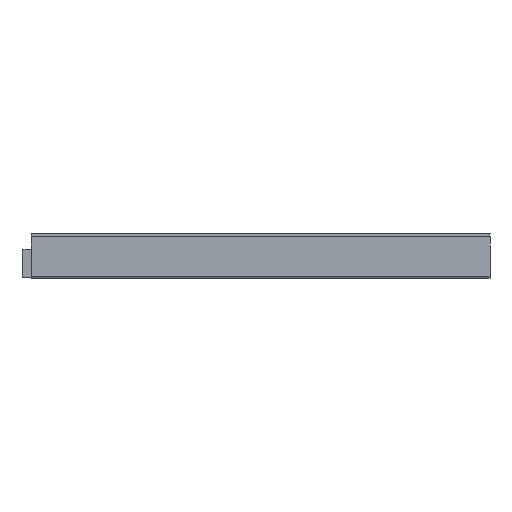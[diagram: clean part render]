
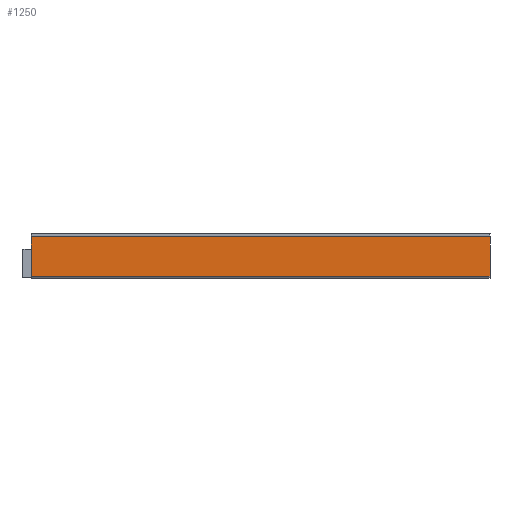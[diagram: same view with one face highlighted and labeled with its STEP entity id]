
A CAD part, top view. The second image highlights one B-rep face of the part: STEP entity #1250.
In plain terms, the highlighted planar face has unit normal (0, 0, 1).
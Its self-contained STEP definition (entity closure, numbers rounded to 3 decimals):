
#139 = CARTESIAN_POINT ( 'NONE',  ( -2., 13.4, 0. ) ) ;
#149 = FACE_OUTER_BOUND ( 'NONE', #1278, .T. ) ;
#277 = CARTESIAN_POINT ( 'NONE',  ( 0., 0., 0. ) ) ;
#316 = AXIS2_PLACEMENT_3D ( 'NONE', #277, #1664, #1558 ) ;
#431 = LINE ( 'NONE', #1137, #842 ) ;
#456 = VECTOR ( 'NONE', #2271, 1000. ) ;
#522 = VERTEX_POINT ( 'NONE', #1163 ) ;
#576 = DIRECTION ( 'NONE',  ( 1., 0., 0. ) ) ;
#616 = CARTESIAN_POINT ( 'NONE',  ( -2., 0.7, 0. ) ) ;
#656 = LINE ( 'NONE', #616, #1486 ) ;
#819 = EDGE_CURVE ( 'NONE', #954, #1889, #2112, .T. ) ;
#824 = PLANE ( 'NONE',  #316 ) ;
#842 = VECTOR ( 'NONE', #1312, 1000. ) ;
#954 = VERTEX_POINT ( 'NONE', #1600 ) ;
#971 = CARTESIAN_POINT ( 'NONE',  ( -2., 0., 0. ) ) ;
#1074 = EDGE_CURVE ( 'NONE', #1471, #954, #431, .T. ) ;
#1137 = CARTESIAN_POINT ( 'NONE',  ( 146., 0., 0. ) ) ;
#1163 = CARTESIAN_POINT ( 'NONE',  ( -2., 0.7, 0. ) ) ;
#1250 = ADVANCED_FACE ( 'NONE', ( #149 ), #824, .F. ) ;
#1278 = EDGE_LOOP ( 'NONE', ( #1721, #1479, #1470, #1913 ) ) ;
#1312 = DIRECTION ( 'NONE',  ( 0., 1., 0. ) ) ;
#1420 = EDGE_CURVE ( 'NONE', #1889, #522, #2219, .T. ) ;
#1470 = ORIENTED_EDGE ( 'NONE', *, *, #819, .T. ) ;
#1471 = VERTEX_POINT ( 'NONE', #2261 ) ;
#1479 = ORIENTED_EDGE ( 'NONE', *, *, #1074, .T. ) ;
#1486 = VECTOR ( 'NONE', #576, 1000. ) ;
#1558 = DIRECTION ( 'NONE',  ( -1., 0., 0. ) ) ;
#1600 = CARTESIAN_POINT ( 'NONE',  ( 146., 13.4, 0. ) ) ;
#1657 = VECTOR ( 'NONE', #1828, 1000. ) ;
#1664 = DIRECTION ( 'NONE',  ( 0., 0., -1. ) ) ;
#1721 = ORIENTED_EDGE ( 'NONE', *, *, #1780, .T. ) ;
#1780 = EDGE_CURVE ( 'NONE', #522, #1471, #656, .T. ) ;
#1828 = DIRECTION ( 'NONE',  ( 0., -1., 0. ) ) ;
#1889 = VERTEX_POINT ( 'NONE', #2050 ) ;
#1913 = ORIENTED_EDGE ( 'NONE', *, *, #1420, .T. ) ;
#2050 = CARTESIAN_POINT ( 'NONE',  ( -2., 13.4, 0. ) ) ;
#2112 = LINE ( 'NONE', #139, #456 ) ;
#2219 = LINE ( 'NONE', #971, #1657 ) ;
#2261 = CARTESIAN_POINT ( 'NONE',  ( 146., 0.7, 0. ) ) ;
#2271 = DIRECTION ( 'NONE',  ( -1., 0., 0. ) ) ;
